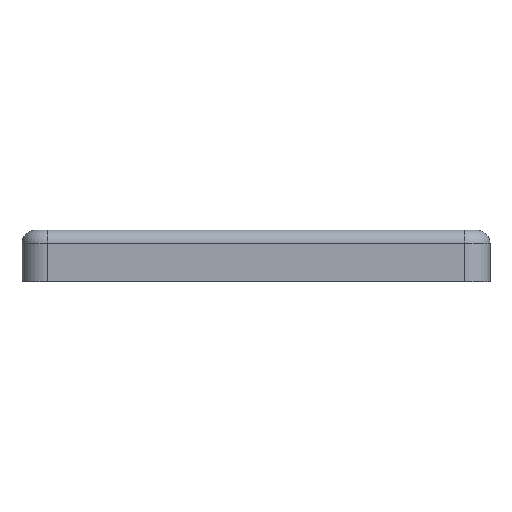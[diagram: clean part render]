
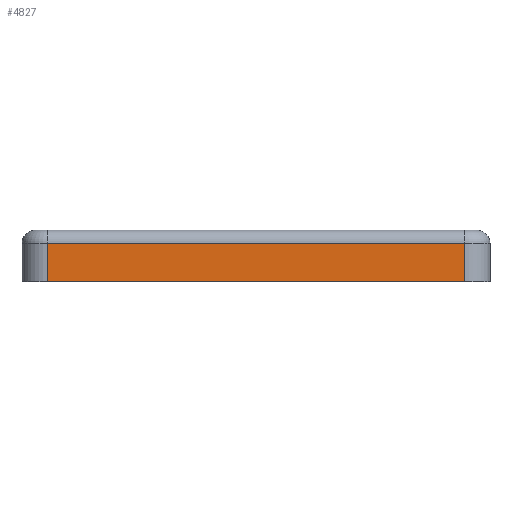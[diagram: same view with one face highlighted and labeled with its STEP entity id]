
A CAD part, front view. The second image highlights one B-rep face of the part: STEP entity #4827.
In plain terms, the highlighted planar face has unit normal (0, -1, 0).
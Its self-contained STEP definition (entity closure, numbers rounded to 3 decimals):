
#229 = PLANE('',#230);
#230 = AXIS2_PLACEMENT_3D('',#231,#232,#233);
#231 = CARTESIAN_POINT('',(0.,-1.84,
    0.));
#232 = DIRECTION('',(-0.,-0.,-1.));
#233 = DIRECTION('',(-1.,0.,0.));
#2454 = VERTEX_POINT('',#2455);
#2455 = CARTESIAN_POINT('',(16.196,-21.333,0.)
  );
#2470 = CYLINDRICAL_SURFACE('',#2471,2.);
#2471 = AXIS2_PLACEMENT_3D('',#2472,#2473,#2474);
#2472 = CARTESIAN_POINT('',(16.196,-19.333,0.)
  );
#2473 = DIRECTION('',(0.,0.,-1.));
#2474 = DIRECTION('',(-1.,0.,0.));
#2482 = EDGE_CURVE('',#2483,#2454,#2485,.T.);
#2483 = VERTEX_POINT('',#2484);
#2484 = CARTESIAN_POINT('',(-16.196,-21.333,0.));
#2485 = SURFACE_CURVE('',#2486,(#2490,#2497),.PCURVE_S1.);
#2486 = LINE('',#2487,#2488);
#2487 = CARTESIAN_POINT('',(0.,-21.333,
    0.));
#2488 = VECTOR('',#2489,1.);
#2489 = DIRECTION('',(1.,0.,0.));
#2490 = PCURVE('',#229,#2491);
#2491 = DEFINITIONAL_REPRESENTATION('',(#2492),#2496);
#2492 = LINE('',#2493,#2494);
#2493 = CARTESIAN_POINT('',(0.,-19.493));
#2494 = VECTOR('',#2495,1.);
#2495 = DIRECTION('',(-1.,0.));
#2496 = ( GEOMETRIC_REPRESENTATION_CONTEXT(2) 
PARAMETRIC_REPRESENTATION_CONTEXT() REPRESENTATION_CONTEXT('2D SPACE',''
  ) );
#2497 = PCURVE('',#2498,#2503);
#2498 = PLANE('',#2499);
#2499 = AXIS2_PLACEMENT_3D('',#2500,#2501,#2502);
#2500 = CARTESIAN_POINT('',(0.,-21.333,2.));
#2501 = DIRECTION('',(-0.,-1.,-0.));
#2502 = DIRECTION('',(0.,0.,-1.));
#2503 = DEFINITIONAL_REPRESENTATION('',(#2504),#2508);
#2504 = LINE('',#2505,#2506);
#2505 = CARTESIAN_POINT('',(2.,0.));
#2506 = VECTOR('',#2507,1.);
#2507 = DIRECTION('',(0.,1.));
#2508 = ( GEOMETRIC_REPRESENTATION_CONTEXT(2) 
PARAMETRIC_REPRESENTATION_CONTEXT() REPRESENTATION_CONTEXT('2D SPACE',''
  ) );
#2531 = CYLINDRICAL_SURFACE('',#2532,2.);
#2532 = AXIS2_PLACEMENT_3D('',#2533,#2534,#2535);
#2533 = CARTESIAN_POINT('',(-16.196,-19.333,0.));
#2534 = DIRECTION('',(-0.,-0.,-1.));
#2535 = DIRECTION('',(1.,0.,0.));
#3116 = CYLINDRICAL_SURFACE('',#3117,1.);
#3117 = AXIS2_PLACEMENT_3D('',#3118,#3119,#3120);
#3118 = CARTESIAN_POINT('',(16.196,-20.333,3.));
#3119 = DIRECTION('',(-1.,0.,0.));
#3120 = DIRECTION('',(0.,0.,1.));
#4783 = VERTEX_POINT('',#4784);
#4784 = CARTESIAN_POINT('',(16.196,-21.333,3.));
#4806 = EDGE_CURVE('',#2454,#4783,#4807,.T.);
#4807 = SURFACE_CURVE('',#4808,(#4812,#4819),.PCURVE_S1.);
#4808 = LINE('',#4809,#4810);
#4809 = CARTESIAN_POINT('',(16.196,-21.333,0.)
  );
#4810 = VECTOR('',#4811,1.);
#4811 = DIRECTION('',(0.,0.,1.));
#4812 = PCURVE('',#2470,#4813);
#4813 = DEFINITIONAL_REPRESENTATION('',(#4814),#4818);
#4814 = LINE('',#4815,#4816);
#4815 = CARTESIAN_POINT('',(4.712,0.));
#4816 = VECTOR('',#4817,1.);
#4817 = DIRECTION('',(0.,-1.));
#4818 = ( GEOMETRIC_REPRESENTATION_CONTEXT(2) 
PARAMETRIC_REPRESENTATION_CONTEXT() REPRESENTATION_CONTEXT('2D SPACE',''
  ) );
#4819 = PCURVE('',#2498,#4820);
#4820 = DEFINITIONAL_REPRESENTATION('',(#4821),#4825);
#4821 = LINE('',#4822,#4823);
#4822 = CARTESIAN_POINT('',(2.,16.196));
#4823 = VECTOR('',#4824,1.);
#4824 = DIRECTION('',(-1.,0.));
#4825 = ( GEOMETRIC_REPRESENTATION_CONTEXT(2) 
PARAMETRIC_REPRESENTATION_CONTEXT() REPRESENTATION_CONTEXT('2D SPACE',''
  ) );
#4827 = ADVANCED_FACE('',(#4828),#2498,.T.);
#4828 = FACE_BOUND('',#4829,.T.);
#4829 = EDGE_LOOP('',(#4830,#4853,#4854,#4855));
#4830 = ORIENTED_EDGE('',*,*,#4831,.F.);
#4831 = EDGE_CURVE('',#2483,#4832,#4834,.T.);
#4832 = VERTEX_POINT('',#4833);
#4833 = CARTESIAN_POINT('',(-16.196,-21.333,3.));
#4834 = SURFACE_CURVE('',#4835,(#4839,#4846),.PCURVE_S1.);
#4835 = LINE('',#4836,#4837);
#4836 = CARTESIAN_POINT('',(-16.196,-21.333,0.));
#4837 = VECTOR('',#4838,1.);
#4838 = DIRECTION('',(0.,0.,1.));
#4839 = PCURVE('',#2498,#4840);
#4840 = DEFINITIONAL_REPRESENTATION('',(#4841),#4845);
#4841 = LINE('',#4842,#4843);
#4842 = CARTESIAN_POINT('',(2.,-16.196));
#4843 = VECTOR('',#4844,1.);
#4844 = DIRECTION('',(-1.,0.));
#4845 = ( GEOMETRIC_REPRESENTATION_CONTEXT(2) 
PARAMETRIC_REPRESENTATION_CONTEXT() REPRESENTATION_CONTEXT('2D SPACE',''
  ) );
#4846 = PCURVE('',#2531,#4847);
#4847 = DEFINITIONAL_REPRESENTATION('',(#4848),#4852);
#4848 = LINE('',#4849,#4850);
#4849 = CARTESIAN_POINT('',(-4.712,0.));
#4850 = VECTOR('',#4851,1.);
#4851 = DIRECTION('',(-0.,-1.));
#4852 = ( GEOMETRIC_REPRESENTATION_CONTEXT(2) 
PARAMETRIC_REPRESENTATION_CONTEXT() REPRESENTATION_CONTEXT('2D SPACE',''
  ) );
#4853 = ORIENTED_EDGE('',*,*,#2482,.T.);
#4854 = ORIENTED_EDGE('',*,*,#4806,.T.);
#4855 = ORIENTED_EDGE('',*,*,#4856,.T.);
#4856 = EDGE_CURVE('',#4783,#4832,#4857,.T.);
#4857 = SURFACE_CURVE('',#4858,(#4862,#4869),.PCURVE_S1.);
#4858 = LINE('',#4859,#4860);
#4859 = CARTESIAN_POINT('',(16.196,-21.333,3.));
#4860 = VECTOR('',#4861,1.);
#4861 = DIRECTION('',(-1.,0.,0.));
#4862 = PCURVE('',#2498,#4863);
#4863 = DEFINITIONAL_REPRESENTATION('',(#4864),#4868);
#4864 = LINE('',#4865,#4866);
#4865 = CARTESIAN_POINT('',(-1.,16.196));
#4866 = VECTOR('',#4867,1.);
#4867 = DIRECTION('',(0.,-1.));
#4868 = ( GEOMETRIC_REPRESENTATION_CONTEXT(2) 
PARAMETRIC_REPRESENTATION_CONTEXT() REPRESENTATION_CONTEXT('2D SPACE',''
  ) );
#4869 = PCURVE('',#3116,#4870);
#4870 = DEFINITIONAL_REPRESENTATION('',(#4871),#4875);
#4871 = LINE('',#4872,#4873);
#4872 = CARTESIAN_POINT('',(-1.571,0.));
#4873 = VECTOR('',#4874,1.);
#4874 = DIRECTION('',(-0.,1.));
#4875 = ( GEOMETRIC_REPRESENTATION_CONTEXT(2) 
PARAMETRIC_REPRESENTATION_CONTEXT() REPRESENTATION_CONTEXT('2D SPACE',''
  ) );
